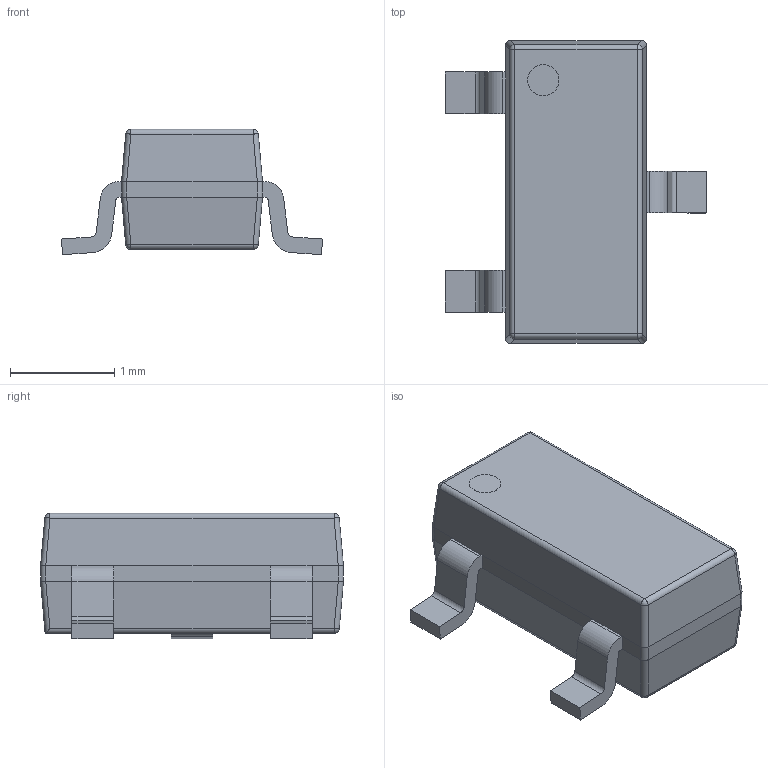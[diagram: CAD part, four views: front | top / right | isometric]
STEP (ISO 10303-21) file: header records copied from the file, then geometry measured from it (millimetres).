
FILE_DESCRIPTION(/* description */ (''),/* implementation_level */ '2;1');
FILE_NAME(/* name */ 'ROHM - SST3 - SOT-23.step',/* time_stamp */ '2022-08-14T16:05:35+01:00',/* author */ (''),/* organization */ (''),/* preprocessor_version */ 'ST-DEVELOPER v19',/* originating_system */ 'Autodesk Translation Framework v11.7.0.108',/* authorisation */ '');
FILE_SCHEMA (('AUTOMOTIVE_DESIGN { 1 0 10303 214 3 1 1 }'));
Length unit declared in the file: millimetre
Products named in the file (1): ROHM - SST3 - SOT-23
Bounding box: 2.5 x 2.9 x 1.2 mm (x, y, z)
Volume: 4.5 mm3; surface area: 19.6 mm2
Topology: 1 solids, 1 shells, 83 faces, 210 edges, 130 vertices
Faces by surface type: plane 45, cylinder 32, sphere 6
Full cylindrical faces by diameter (mm): 0.3 x1
Entity records: 2551 total; most frequent: DIRECTION 434, CARTESIAN_POINT 424, ORIENTED_EDGE 420, EDGE_CURVE 210, LINE 154, VECTOR 154, AXIS2_PLACEMENT_3D 140, VERTEX_POINT 130
